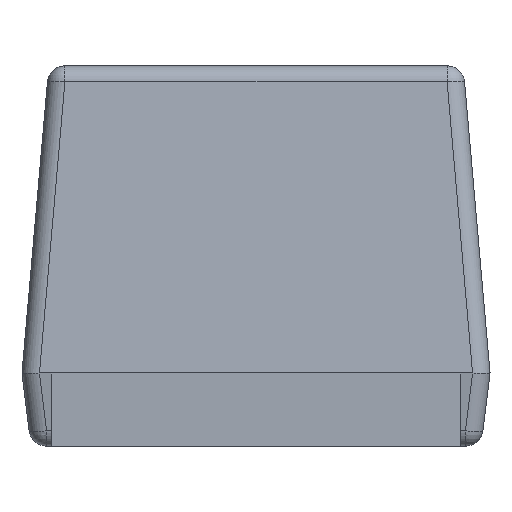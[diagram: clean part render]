
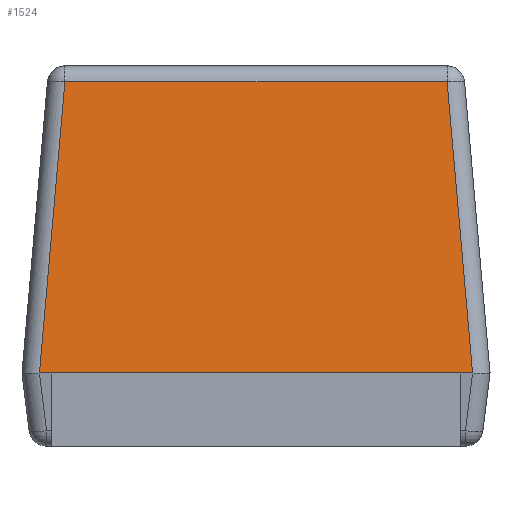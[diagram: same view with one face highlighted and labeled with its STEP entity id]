
A CAD part, left-side view. The second image highlights one B-rep face of the part: STEP entity #1524.
In plain terms, the highlighted planar face has unit normal (-0.996, 0, 0.087).
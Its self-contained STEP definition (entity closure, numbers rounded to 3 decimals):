
#273=ORIENTED_EDGE('',*,*,#553,.T.);
#274=ORIENTED_EDGE('',*,*,#554,.T.);
#275=ORIENTED_EDGE('',*,*,#555,.T.);
#276=ORIENTED_EDGE('',*,*,#506,.T.);
#277=ORIENTED_EDGE('',*,*,#556,.F.);
#278=ORIENTED_EDGE('',*,*,#499,.T.);
#499=EDGE_CURVE('',#646,#647,#734,.T.);
#506=EDGE_CURVE('',#654,#653,#741,.T.);
#553=EDGE_CURVE('',#647,#686,#774,.T.);
#554=EDGE_CURVE('',#686,#687,#775,.F.);
#555=EDGE_CURVE('',#687,#654,#776,.F.);
#556=EDGE_CURVE('',#646,#653,#777,.F.);
#646=VERTEX_POINT('',#2046);
#647=VERTEX_POINT('',#2047);
#653=VERTEX_POINT('',#2060);
#654=VERTEX_POINT('',#2062);
#686=VERTEX_POINT('',#2153);
#687=VERTEX_POINT('',#2155);
#734=LINE('',#2045,#842);
#741=LINE('',#2061,#849);
#774=LINE('',#2152,#882);
#775=LINE('',#2154,#883);
#776=LINE('',#2156,#884);
#777=LINE('',#2157,#885);
#842=VECTOR('',#1715,1000.);
#849=VECTOR('',#1724,1000.);
#882=VECTOR('',#1809,1000.);
#883=VECTOR('',#1810,1000.);
#884=VECTOR('',#1811,1000.);
#885=VECTOR('',#1812,1000.);
#942=EDGE_LOOP('',(#273,#274,#275,#276,#277,#278));
#1003=FACE_BOUND('',#942,.T.);
#1058=PLANE('',#1606);
#1524=ADVANCED_FACE('',(#1003),#1058,.T.);
#1606=AXIS2_PLACEMENT_3D('',#2151,#1807,#1808);
#1715=DIRECTION('',(0.,-1.,0.));
#1724=DIRECTION('',(0.,-1.,0.));
#1807=DIRECTION('',(-0.996,0.,0.087));
#1808=DIRECTION('',(0.087,0.,0.996));
#1809=DIRECTION('',(0.087,0.087,0.992));
#1810=DIRECTION('',(0.,-1.,0.));
#1811=DIRECTION('',(0.087,-0.087,0.992));
#1812=DIRECTION('',(0.,-1.,0.));
#2045=CARTESIAN_POINT('',(-0.65,0.,0.));
#2046=CARTESIAN_POINT('',(-0.65,-0.312,0.));
#2047=CARTESIAN_POINT('',(-0.65,-0.37,0.));
#2060=CARTESIAN_POINT('',(-0.65,0.312,0.));
#2061=CARTESIAN_POINT('',(-0.65,0.,0.));
#2062=CARTESIAN_POINT('',(-0.65,0.37,0.));
#2151=CARTESIAN_POINT('',(-0.65,0.,0.));
#2152=CARTESIAN_POINT('',(-0.647,-0.367,0.032));
#2153=CARTESIAN_POINT('',(-0.606,-0.327,0.498));
#2154=CARTESIAN_POINT('',(-0.606,0.324,0.498));
#2155=CARTESIAN_POINT('',(-0.606,0.327,0.498));
#2156=CARTESIAN_POINT('',(-0.647,0.367,0.032));
#2157=CARTESIAN_POINT('',(-0.65,0.,0.));
